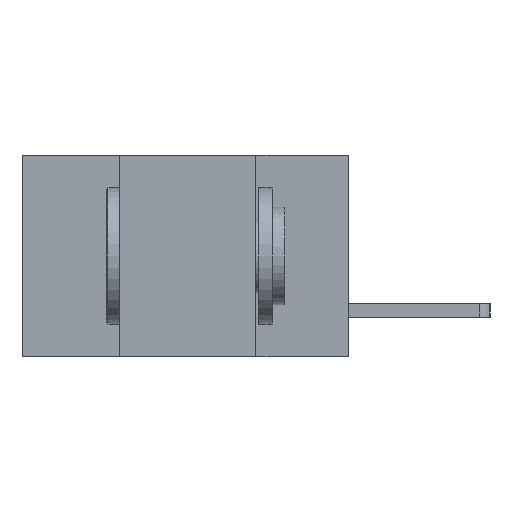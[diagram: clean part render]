
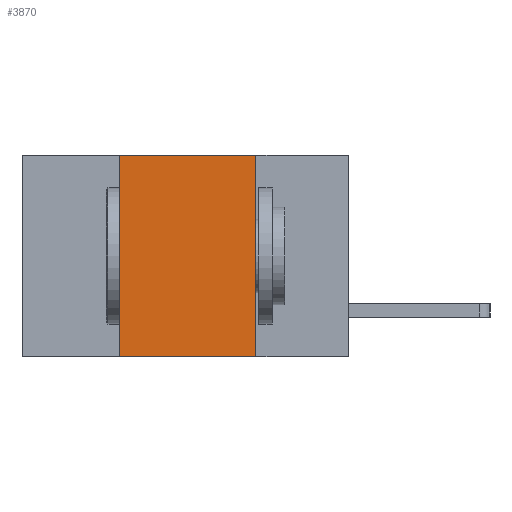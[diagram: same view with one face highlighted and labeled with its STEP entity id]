
A CAD part, left-side view. The second image highlights one B-rep face of the part: STEP entity #3870.
In plain terms, the highlighted planar face has unit normal (-1, 0, 0).
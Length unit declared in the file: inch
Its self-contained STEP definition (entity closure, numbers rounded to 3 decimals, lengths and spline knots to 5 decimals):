
#354 = DIRECTION ( 'NONE',  ( 0., 0., 1. ) ) ;
#444 = EDGE_CURVE ( 'NONE', #4965, #8969, #5892, .T. ) ;
#575 = VECTOR ( 'NONE', #646, 39.37008 ) ;
#646 = DIRECTION ( 'NONE',  ( 0., -1., 0. ) ) ;
#928 = EDGE_LOOP ( 'NONE', ( #2384, #8325, #6312, #8096 ) ) ;
#991 = CARTESIAN_POINT ( 'NONE',  ( 0., 0.17, -0.37 ) ) ;
#1176 = CARTESIAN_POINT ( 'NONE',  ( 0., 0.6, -0.37 ) ) ;
#1817 = FACE_OUTER_BOUND ( 'NONE', #928, .T. ) ;
#1874 = AXIS2_PLACEMENT_3D ( 'NONE', #5436, #4128, #4251 ) ;
#2315 = LINE ( 'NONE', #9038, #8257 ) ;
#2333 = VERTEX_POINT ( 'NONE', #9768 ) ;
#2384 = ORIENTED_EDGE ( 'NONE', *, *, #3814, .F. ) ;
#2972 = LINE ( 'NONE', #1176, #7088 ) ;
#3251 = DIRECTION ( 'NONE',  ( 0., 0., -1. ) ) ;
#3814 = EDGE_CURVE ( 'NONE', #2333, #5328, #2315, .T. ) ;
#3870 = ADVANCED_FACE ( 'NONE', ( #1817 ), #9104, .F. ) ;
#3989 = EDGE_CURVE ( 'NONE', #8969, #2333, #4781, .T. ) ;
#4011 = CARTESIAN_POINT ( 'NONE',  ( 0., 0.42, 0. ) ) ;
#4128 = DIRECTION ( 'NONE',  ( 1., 0., 0. ) ) ;
#4251 = DIRECTION ( 'NONE',  ( 0., 0., -1. ) ) ;
#4781 = LINE ( 'NONE', #8518, #575 ) ;
#4965 = VERTEX_POINT ( 'NONE', #6404 ) ;
#5328 = VERTEX_POINT ( 'NONE', #991 ) ;
#5436 = CARTESIAN_POINT ( 'NONE',  ( 0., 0.6, 0. ) ) ;
#5630 = VECTOR ( 'NONE', #354, 39.37008 ) ;
#5892 = LINE ( 'NONE', #7614, #5630 ) ;
#6312 = ORIENTED_EDGE ( 'NONE', *, *, #444, .F. ) ;
#6404 = CARTESIAN_POINT ( 'NONE',  ( 0., 0.42, -0.37 ) ) ;
#6657 = DIRECTION ( 'NONE',  ( 0., -1., 0. ) ) ;
#7088 = VECTOR ( 'NONE', #6657, 39.37008 ) ;
#7614 = CARTESIAN_POINT ( 'NONE',  ( 0., 0.42, -0.37 ) ) ;
#8096 = ORIENTED_EDGE ( 'NONE', *, *, #9198, .T. ) ;
#8257 = VECTOR ( 'NONE', #3251, 39.37008 ) ;
#8325 = ORIENTED_EDGE ( 'NONE', *, *, #3989, .F. ) ;
#8518 = CARTESIAN_POINT ( 'NONE',  ( 0., 0.6, 0. ) ) ;
#8969 = VERTEX_POINT ( 'NONE', #4011 ) ;
#9038 = CARTESIAN_POINT ( 'NONE',  ( 0., 0.17, -0.37 ) ) ;
#9104 = PLANE ( 'NONE',  #1874 ) ;
#9198 = EDGE_CURVE ( 'NONE', #4965, #5328, #2972, .T. ) ;
#9768 = CARTESIAN_POINT ( 'NONE',  ( 0., 0.17, 0. ) ) ;
